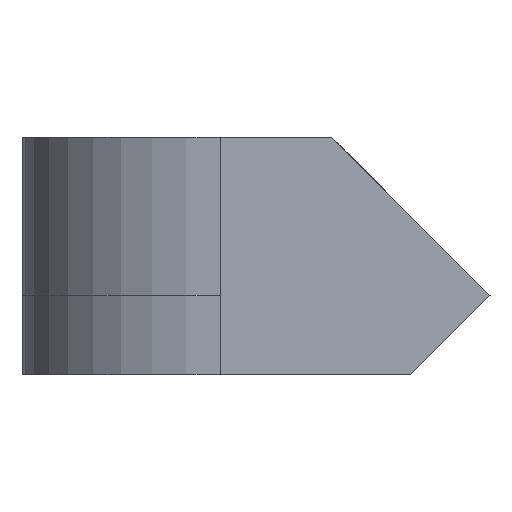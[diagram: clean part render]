
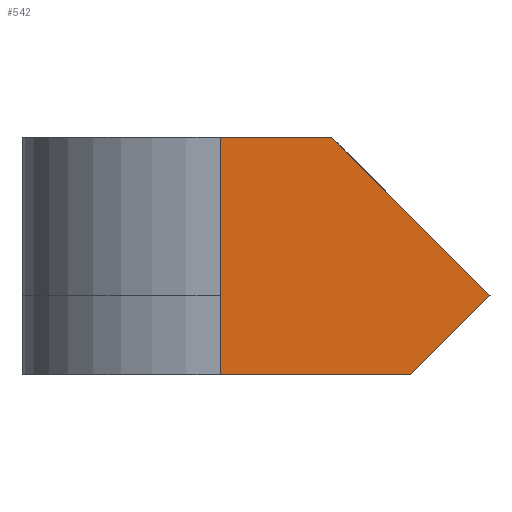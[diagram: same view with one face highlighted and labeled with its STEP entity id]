
A CAD part, left-side view. The second image highlights one B-rep face of the part: STEP entity #542.
In plain terms, the highlighted planar face has unit normal (-1, 0, 0).
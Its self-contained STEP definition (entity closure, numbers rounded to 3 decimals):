
#21 = VERTEX_POINT ( 'NONE', #440 ) ;
#39 = EDGE_LOOP ( 'NONE', ( #419, #381, #425, #343, #158, #45 ) ) ;
#40 = LINE ( 'NONE', #134, #303 ) ;
#43 = CARTESIAN_POINT ( 'NONE',  ( -36.4, -2.7, 0. ) ) ;
#45 = ORIENTED_EDGE ( 'NONE', *, *, #680, .F. ) ;
#52 = CARTESIAN_POINT ( 'NONE',  ( -36.4, 0.7, -1. ) ) ;
#55 = LINE ( 'NONE', #541, #308 ) ;
#110 = LINE ( 'NONE', #691, #582 ) ;
#115 = DIRECTION ( 'NONE',  ( -1., 0., 0. ) ) ;
#134 = CARTESIAN_POINT ( 'NONE',  ( -36.4, -1.2, 2. ) ) ;
#154 = VERTEX_POINT ( 'NONE', #414 ) ;
#158 = ORIENTED_EDGE ( 'NONE', *, *, #644, .F. ) ;
#197 = LINE ( 'NONE', #43, #485 ) ;
#203 = CARTESIAN_POINT ( 'NONE',  ( -36.4, 0.7, 0. ) ) ;
#238 = EDGE_CURVE ( 'NONE', #503, #21, #110, .T. ) ;
#257 = LINE ( 'NONE', #468, #570 ) ;
#270 = PLANE ( 'NONE',  #560 ) ;
#272 = FACE_OUTER_BOUND ( 'NONE', #39, .T. ) ;
#303 = VECTOR ( 'NONE', #685, 1000. ) ;
#306 = DIRECTION ( 'NONE',  ( 0., -0.707, -0.707 ) ) ;
#308 = VECTOR ( 'NONE', #476, 1000. ) ;
#340 = LINE ( 'NONE', #389, #411 ) ;
#343 = ORIENTED_EDGE ( 'NONE', *, *, #238, .T. ) ;
#367 = CARTESIAN_POINT ( 'NONE',  ( -36.4, 0., 0. ) ) ;
#381 = ORIENTED_EDGE ( 'NONE', *, *, #689, .T. ) ;
#389 = CARTESIAN_POINT ( 'NONE',  ( -36.4, -1.7, -1. ) ) ;
#402 = CARTESIAN_POINT ( 'NONE',  ( -36.4, 0.7, 2. ) ) ;
#411 = VECTOR ( 'NONE', #441, 1000. ) ;
#414 = CARTESIAN_POINT ( 'NONE',  ( -36.4, -0.7, 2. ) ) ;
#419 = ORIENTED_EDGE ( 'NONE', *, *, #427, .T. ) ;
#422 = CARTESIAN_POINT ( 'NONE',  ( -36.4, -1.7, -1. ) ) ;
#425 = ORIENTED_EDGE ( 'NONE', *, *, #623, .T. ) ;
#427 = EDGE_CURVE ( 'NONE', #566, #449, #55, .T. ) ;
#428 = DIRECTION ( 'NONE',  ( 0., 0., 1. ) ) ;
#439 = VERTEX_POINT ( 'NONE', #52 ) ;
#440 = CARTESIAN_POINT ( 'NONE',  ( -36.4, -2.7, 0. ) ) ;
#441 = DIRECTION ( 'NONE',  ( 0., -1., 0. ) ) ;
#449 = VERTEX_POINT ( 'NONE', #203 ) ;
#457 = DIRECTION ( 'NONE',  ( 0., 0., -1. ) ) ;
#468 = CARTESIAN_POINT ( 'NONE',  ( -36.4, 0.7, -1. ) ) ;
#472 = DIRECTION ( 'NONE',  ( 0., -0.707, 0.707 ) ) ;
#476 = DIRECTION ( 'NONE',  ( 0., 0., -1. ) ) ;
#485 = VECTOR ( 'NONE', #306, 1000. ) ;
#503 = VERTEX_POINT ( 'NONE', #422 ) ;
#541 = CARTESIAN_POINT ( 'NONE',  ( -36.4, 0.7, 0. ) ) ;
#542 = ADVANCED_FACE ( 'NONE', ( #272 ), #270, .T. ) ;
#560 = AXIS2_PLACEMENT_3D ( 'NONE', #367, #115, #428 ) ;
#566 = VERTEX_POINT ( 'NONE', #402 ) ;
#570 = VECTOR ( 'NONE', #457, 1000. ) ;
#582 = VECTOR ( 'NONE', #472, 1000. ) ;
#623 = EDGE_CURVE ( 'NONE', #439, #503, #340, .T. ) ;
#644 = EDGE_CURVE ( 'NONE', #154, #21, #197, .T. ) ;
#680 = EDGE_CURVE ( 'NONE', #566, #154, #40, .T. ) ;
#685 = DIRECTION ( 'NONE',  ( 0., -1., 0. ) ) ;
#689 = EDGE_CURVE ( 'NONE', #449, #439, #257, .T. ) ;
#691 = CARTESIAN_POINT ( 'NONE',  ( -36.4, -2.7, 0. ) ) ;
